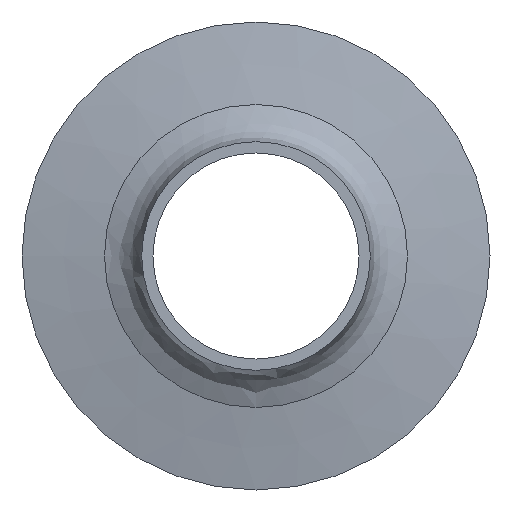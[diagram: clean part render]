
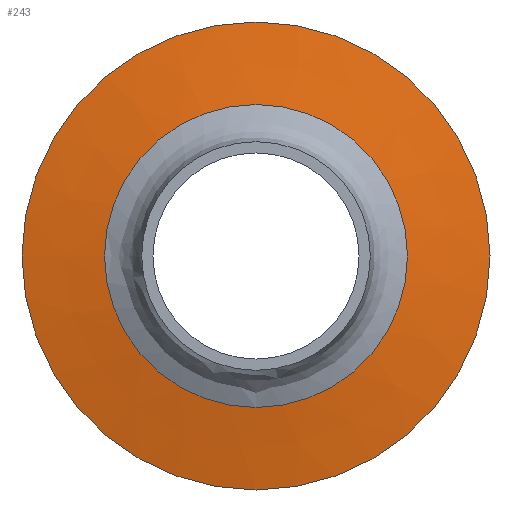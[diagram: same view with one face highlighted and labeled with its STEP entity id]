
A CAD part, left-side view. The second image highlights one B-rep face of the part: STEP entity #243.
In plain terms, the highlighted conical face has half-angle 80 degrees and reference radius 21.416 mm.
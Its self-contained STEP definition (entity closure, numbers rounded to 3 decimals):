
#101=CARTESIAN_POINT('',(-14.,26.,0.0));
#102=VERTEX_POINT('',#101);
#103=CARTESIAN_POINT('',(-14.,0.,0.0));
#104=DIRECTION('',(1.0,0.0,0.0));
#105=DIRECTION('',(0.0,1.0,0.0));
#106=AXIS2_PLACEMENT_3D('',#103,#104,#105);
#107=CIRCLE('',#106,26.);
#108=EDGE_CURVE('',#102,#102,#107,.T.);
#217=CARTESIAN_POINT('',(-15.617,16.832,0.0));
#218=VERTEX_POINT('',#217);
#219=CARTESIAN_POINT('',(-15.617,0.,0.0));
#220=DIRECTION('',(1.0,0.0,0.0));
#221=DIRECTION('',(0.0,1.0,0.0));
#222=AXIS2_PLACEMENT_3D('',#219,#220,#221);
#223=CIRCLE('',#222,16.832);
#224=EDGE_CURVE('',#218,#218,#223,.T.);
#232=CARTESIAN_POINT('',(-14.808,0.,0.0));
#233=DIRECTION('',(1.0,0.,0.0));
#234=DIRECTION('',(0.0,1.0,0.0));
#235=AXIS2_PLACEMENT_3D('',#232,#233,#234);
#236=CONICAL_SURFACE('',#235,21.416,80.);
#237=ORIENTED_EDGE('',*,*,#108,.F.);
#238=EDGE_LOOP('',(#237));
#239=FACE_OUTER_BOUND('',#238,.T.);
#240=ORIENTED_EDGE('',*,*,#224,.T.);
#241=EDGE_LOOP('',(#240));
#242=FACE_BOUND('',#241,.T.);
#243=ADVANCED_FACE('',(#239,#242),#236,.T.);
